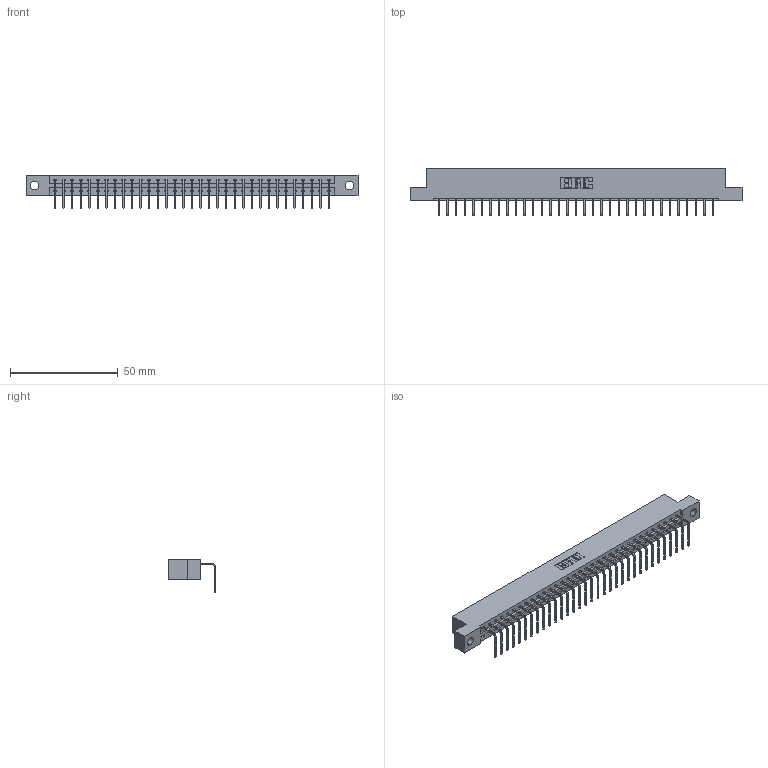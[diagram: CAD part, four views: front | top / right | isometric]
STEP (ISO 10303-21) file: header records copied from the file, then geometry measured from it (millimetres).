
FILE_DESCRIPTION (( 'STEP AP203' ), '1' );
FILE_NAME ('387-033-558-104.STEP', '2018-09-18T10:31:24', ( '' ), ( '' ), 'SwSTEP 2.0', 'SolidWorks 2016', '' );
FILE_SCHEMA (( 'CONFIG_CONTROL_DESIGN' ));
Length unit declared in the file: inch
Products named in the file (3): 337 Part_Flush Mounting Lugs - 0.156 Dia-TH; 345-292-001_558 Tail - 2; 387-033-558-104
Assembly tree (34 placements, depth 2):
  387-033-558-104
    337 Part_Flush Mounting Lugs - 0.156 Dia-TH
    345-292-001_558 Tail - 2  x33
Bounding box: 153.77 x 22.17 x 15.37 mm (x, y, z)
Volume: 15891.4 mm3; surface area: 16842.3 mm2
Topology: 34 solids, 34 shells, 2226 faces, 6713 edges, 4430 vertices
Faces by surface type: plane 1654, cylinder 572
Entity records: 25781 total; most frequent: CARTESIAN_POINT 4497, ORIENTED_EDGE 4466, DIRECTION 3803, EDGE_CURVE 2233, VECTOR 2105, LINE 2105, VERTEX_POINT 1486, AXIS2_PLACEMENT_3D 849
